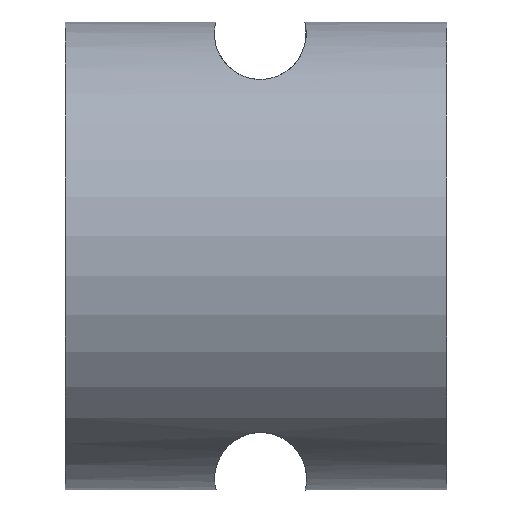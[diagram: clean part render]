
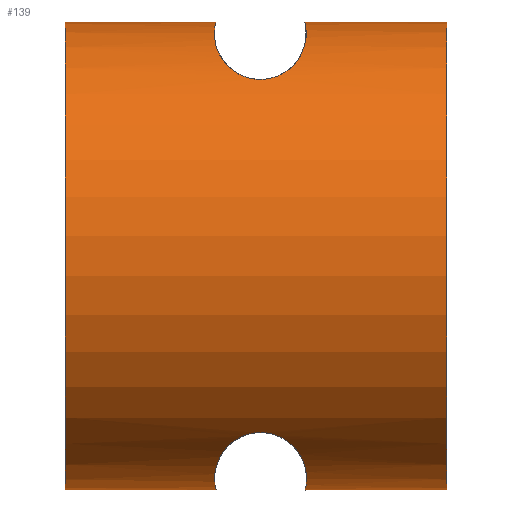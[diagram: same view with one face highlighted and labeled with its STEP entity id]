
A CAD part, left-side view. The second image highlights one B-rep face of the part: STEP entity #139.
In plain terms, the highlighted cylindrical face has radius 8.15 mm (diameter 16.3 mm), a partial arc.
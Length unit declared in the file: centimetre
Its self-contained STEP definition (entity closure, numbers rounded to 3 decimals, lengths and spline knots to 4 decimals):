
#18=LINE('',#246,#28);
#22=LINE('',#253,#32);
#23=LINE('',#300,#33);
#24=LINE('',#302,#34);
#28=VECTOR('',#168,1.);
#32=VECTOR('',#172,1.);
#33=VECTOR('',#181,1.);
#34=VECTOR('',#182,1.);
#45=FACE_OUTER_BOUND('',#53,.T.);
#53=EDGE_LOOP('',(#106,#107,#108,#109,#110,#111,#112,#113));
#60=CIRCLE('',#152,0.815);
#61=CIRCLE('',#153,0.815);
#64=B_SPLINE_CURVE_WITH_KNOTS('',3,(#204,#205,#206,#207,#208,#209,#210,
#211,#212,#213,#214,#215,#216,#217,#218,#219,#220,#221,#222,#223,#224,#225,
#226,#227,#228,#229,#230,#231,#232,#233,#234,#235,#236,#237,#238,#239,#240,
#241,#242),.UNSPECIFIED.,.F.,.F.,(4,2,3,2,2,2,2,2,2,2,2,2,2,2,2,2,2,2,4),
(-0.2954,-0.2359,0.,0.2359,0.3538,
0.4718,0.5202,0.5687,0.6021,
0.6355,0.6688,0.7022,0.7507,
0.7991,0.9171,1.035,1.2709,1.5068,
1.5663),.UNSPECIFIED.);
#65=B_SPLINE_CURVE_WITH_KNOTS('',3,(#258,#259,#260,#261,#262,#263,#264,
#265,#266,#267,#268,#269,#270,#271,#272,#273,#274,#275,#276,#277,#278,#279,
#280,#281,#282,#283,#284,#285,#286,#287,#288,#289,#290,#291,#292,#293,#294,
#295,#296),.UNSPECIFIED.,.F.,.F.,(4,2,3,2,2,2,2,2,2,2,2,2,2,2,2,2,2,2,4),
(-0.2954,-0.2359,0.,0.2359,0.3539,
0.4718,0.5202,0.5687,0.6021,
0.6355,0.6688,0.7022,0.7507,
0.7991,0.9171,1.035,1.2709,1.5068,
1.5663),.UNSPECIFIED.);
#66=VERTEX_POINT('',#202);
#67=VERTEX_POINT('',#203);
#68=VERTEX_POINT('',#245);
#71=VERTEX_POINT('',#251);
#72=VERTEX_POINT('',#255);
#73=VERTEX_POINT('',#256);
#74=VERTEX_POINT('',#298);
#75=VERTEX_POINT('',#301);
#78=EDGE_CURVE('',#66,#67,#64,.T.);
#80=EDGE_CURVE('',#68,#66,#18,.T.);
#84=EDGE_CURVE('',#67,#71,#22,.T.);
#86=EDGE_CURVE('',#73,#72,#65,.T.);
#87=EDGE_CURVE('',#74,#71,#60,.T.);
#88=EDGE_CURVE('',#74,#73,#23,.T.);
#89=EDGE_CURVE('',#72,#75,#24,.T.);
#90=EDGE_CURVE('',#68,#75,#61,.T.);
#106=ORIENTED_EDGE('',*,*,#78,.T.);
#107=ORIENTED_EDGE('',*,*,#84,.T.);
#108=ORIENTED_EDGE('',*,*,#87,.F.);
#109=ORIENTED_EDGE('',*,*,#88,.T.);
#110=ORIENTED_EDGE('',*,*,#86,.T.);
#111=ORIENTED_EDGE('',*,*,#89,.T.);
#112=ORIENTED_EDGE('',*,*,#90,.F.);
#113=ORIENTED_EDGE('',*,*,#80,.T.);
#134=CYLINDRICAL_SURFACE('',#151,0.815);
#139=ADVANCED_FACE('',(#45),#134,.T.);
#151=AXIS2_PLACEMENT_3D('',#297,#177,#178);
#152=AXIS2_PLACEMENT_3D('',#299,#179,#180);
#153=AXIS2_PLACEMENT_3D('',#303,#183,#184);
#168=DIRECTION('',(0.,-1.,0.));
#172=DIRECTION('',(0.,-1.,0.));
#177=DIRECTION('center_axis',(0.,-1.,0.));
#178=DIRECTION('ref_axis',(1.,0.,0.));
#179=DIRECTION('center_axis',(0.,-1.,0.));
#180=DIRECTION('ref_axis',(1.,0.,0.));
#181=DIRECTION('',(0.,1.,0.));
#182=DIRECTION('',(0.,1.,0.));
#183=DIRECTION('center_axis',(0.,1.,0.));
#184=DIRECTION('ref_axis',(1.,0.,0.));
#202=CARTESIAN_POINT('',(-5.6894,46.8585,9.7235));
#203=CARTESIAN_POINT('',(-5.6894,46.5403,9.7235));
#204=CARTESIAN_POINT('Ctrl Pts',(-5.6894,46.8585,9.7235));
#205=CARTESIAN_POINT('Ctrl Pts',(-5.7084,46.8593,9.716));
#206=CARTESIAN_POINT('Ctrl Pts',(-5.728,46.8595,9.7091));
#207=CARTESIAN_POINT('Ctrl Pts',(-5.8266,46.8588,9.6785));
#208=CARTESIAN_POINT('Ctrl Pts',(-5.9108,46.8543,9.6663));
#209=CARTESIAN_POINT('Ctrl Pts',(-5.9894,46.8543,9.6663));
#210=CARTESIAN_POINT('Ctrl Pts',(-6.068,46.8543,9.6663));
#211=CARTESIAN_POINT('Ctrl Pts',(-6.1522,46.8588,9.6785));
#212=CARTESIAN_POINT('Ctrl Pts',(-6.2703,46.8596,9.7152));
#213=CARTESIAN_POINT('Ctrl Pts',(-6.3084,46.8586,9.7303));
#214=CARTESIAN_POINT('Ctrl Pts',(-6.3798,46.8494,9.7648));
#215=CARTESIAN_POINT('Ctrl Pts',(-6.4131,46.8414,9.7842));
#216=CARTESIAN_POINT('Ctrl Pts',(-6.4554,46.8195,9.8126));
#217=CARTESIAN_POINT('Ctrl Pts',(-6.4682,46.8111,9.8217));
#218=CARTESIAN_POINT('Ctrl Pts',(-6.4906,46.7905,9.8386));
#219=CARTESIAN_POINT('Ctrl Pts',(-6.5004,46.7782,9.8464));
#220=CARTESIAN_POINT('Ctrl Pts',(-6.5125,46.7559,9.8564));
#221=CARTESIAN_POINT('Ctrl Pts',(-6.5169,46.7452,9.8601));
#222=CARTESIAN_POINT('Ctrl Pts',(-6.5228,46.7225,9.8651));
#223=CARTESIAN_POINT('Ctrl Pts',(-6.5242,46.7105,9.8664));
#224=CARTESIAN_POINT('Ctrl Pts',(-6.5242,46.6883,9.8664));
#225=CARTESIAN_POINT('Ctrl Pts',(-6.5228,46.6763,9.8651));
#226=CARTESIAN_POINT('Ctrl Pts',(-6.5169,46.6536,9.8601));
#227=CARTESIAN_POINT('Ctrl Pts',(-6.5125,46.6429,9.8564));
#228=CARTESIAN_POINT('Ctrl Pts',(-6.5004,46.6206,9.8464));
#229=CARTESIAN_POINT('Ctrl Pts',(-6.4906,46.6083,9.8386));
#230=CARTESIAN_POINT('Ctrl Pts',(-6.4682,46.5877,9.8217));
#231=CARTESIAN_POINT('Ctrl Pts',(-6.4554,46.5793,9.8126));
#232=CARTESIAN_POINT('Ctrl Pts',(-6.4131,46.5573,9.7842));
#233=CARTESIAN_POINT('Ctrl Pts',(-6.3798,46.5494,9.7648));
#234=CARTESIAN_POINT('Ctrl Pts',(-6.3084,46.5402,9.7303));
#235=CARTESIAN_POINT('Ctrl Pts',(-6.2703,46.5392,9.7152));
#236=CARTESIAN_POINT('Ctrl Pts',(-6.1522,46.5399,9.6785));
#237=CARTESIAN_POINT('Ctrl Pts',(-6.068,46.5445,9.6663));
#238=CARTESIAN_POINT('Ctrl Pts',(-5.9108,46.5445,9.6663));
#239=CARTESIAN_POINT('Ctrl Pts',(-5.8266,46.5399,9.6785));
#240=CARTESIAN_POINT('Ctrl Pts',(-5.728,46.5393,9.7091));
#241=CARTESIAN_POINT('Ctrl Pts',(-5.7084,46.5395,9.716));
#242=CARTESIAN_POINT('Ctrl Pts',(-5.6894,46.5403,9.7235));
#245=CARTESIAN_POINT('',(-5.6894,47.3802,9.7235));
#246=CARTESIAN_POINT('',(-5.6894,47.3552,9.7235));
#251=CARTESIAN_POINT('',(-5.6894,46.0502,9.7235));
#253=CARTESIAN_POINT('',(-5.6894,47.3552,9.7235));
#255=CARTESIAN_POINT('',(-5.6893,46.8593,11.2391));
#256=CARTESIAN_POINT('',(-5.6893,46.5411,11.2391));
#258=CARTESIAN_POINT('Ctrl Pts',(-5.6893,46.5411,11.2391));
#259=CARTESIAN_POINT('Ctrl Pts',(-5.7084,46.5403,11.2466));
#260=CARTESIAN_POINT('Ctrl Pts',(-5.7279,46.5401,11.2535));
#261=CARTESIAN_POINT('Ctrl Pts',(-5.8265,46.5407,11.2841));
#262=CARTESIAN_POINT('Ctrl Pts',(-5.9107,46.5453,11.2963));
#263=CARTESIAN_POINT('Ctrl Pts',(-5.9893,46.5453,11.2963));
#264=CARTESIAN_POINT('Ctrl Pts',(-6.068,46.5453,11.2963));
#265=CARTESIAN_POINT('Ctrl Pts',(-6.1521,46.5407,11.2842));
#266=CARTESIAN_POINT('Ctrl Pts',(-6.2703,46.54,11.2475));
#267=CARTESIAN_POINT('Ctrl Pts',(-6.3083,46.541,11.2324));
#268=CARTESIAN_POINT('Ctrl Pts',(-6.3797,46.5502,11.1979));
#269=CARTESIAN_POINT('Ctrl Pts',(-6.4131,46.5581,11.1785));
#270=CARTESIAN_POINT('Ctrl Pts',(-6.4554,46.5801,11.1501));
#271=CARTESIAN_POINT('Ctrl Pts',(-6.4681,46.5884,11.141));
#272=CARTESIAN_POINT('Ctrl Pts',(-6.4906,46.6091,11.1241));
#273=CARTESIAN_POINT('Ctrl Pts',(-6.5003,46.6214,11.1163));
#274=CARTESIAN_POINT('Ctrl Pts',(-6.5125,46.6437,11.1063));
#275=CARTESIAN_POINT('Ctrl Pts',(-6.5169,46.6544,11.1026));
#276=CARTESIAN_POINT('Ctrl Pts',(-6.5227,46.6771,11.0976));
#277=CARTESIAN_POINT('Ctrl Pts',(-6.5241,46.6891,11.0963));
#278=CARTESIAN_POINT('Ctrl Pts',(-6.5241,46.7113,11.0963));
#279=CARTESIAN_POINT('Ctrl Pts',(-6.5227,46.7233,11.0976));
#280=CARTESIAN_POINT('Ctrl Pts',(-6.5169,46.746,11.1026));
#281=CARTESIAN_POINT('Ctrl Pts',(-6.5125,46.7567,11.1063));
#282=CARTESIAN_POINT('Ctrl Pts',(-6.5003,46.779,11.1163));
#283=CARTESIAN_POINT('Ctrl Pts',(-6.4906,46.7913,11.1241));
#284=CARTESIAN_POINT('Ctrl Pts',(-6.4681,46.8119,11.141));
#285=CARTESIAN_POINT('Ctrl Pts',(-6.4554,46.8203,11.1501));
#286=CARTESIAN_POINT('Ctrl Pts',(-6.4131,46.8422,11.1785));
#287=CARTESIAN_POINT('Ctrl Pts',(-6.3797,46.8502,11.1979));
#288=CARTESIAN_POINT('Ctrl Pts',(-6.3083,46.8594,11.2324));
#289=CARTESIAN_POINT('Ctrl Pts',(-6.2703,46.8604,11.2475));
#290=CARTESIAN_POINT('Ctrl Pts',(-6.1521,46.8596,11.2842));
#291=CARTESIAN_POINT('Ctrl Pts',(-6.068,46.8551,11.2963));
#292=CARTESIAN_POINT('Ctrl Pts',(-5.9107,46.8551,11.2963));
#293=CARTESIAN_POINT('Ctrl Pts',(-5.8265,46.8596,11.2841));
#294=CARTESIAN_POINT('Ctrl Pts',(-5.7279,46.8603,11.2535));
#295=CARTESIAN_POINT('Ctrl Pts',(-5.7084,46.8601,11.2466));
#296=CARTESIAN_POINT('Ctrl Pts',(-5.6893,46.8593,11.2391));
#297=CARTESIAN_POINT('Origin',(-5.9894,47.3552,10.4813));
#298=CARTESIAN_POINT('',(-5.6893,46.0502,11.2391));
#299=CARTESIAN_POINT('Origin',(-5.9894,46.0502,10.4813));
#300=CARTESIAN_POINT('',(-5.6893,47.3552,11.2391));
#301=CARTESIAN_POINT('',(-5.6893,47.3802,11.2391));
#302=CARTESIAN_POINT('',(-5.6893,47.3552,11.2391));
#303=CARTESIAN_POINT('Origin',(-5.9894,47.3802,10.4813));
